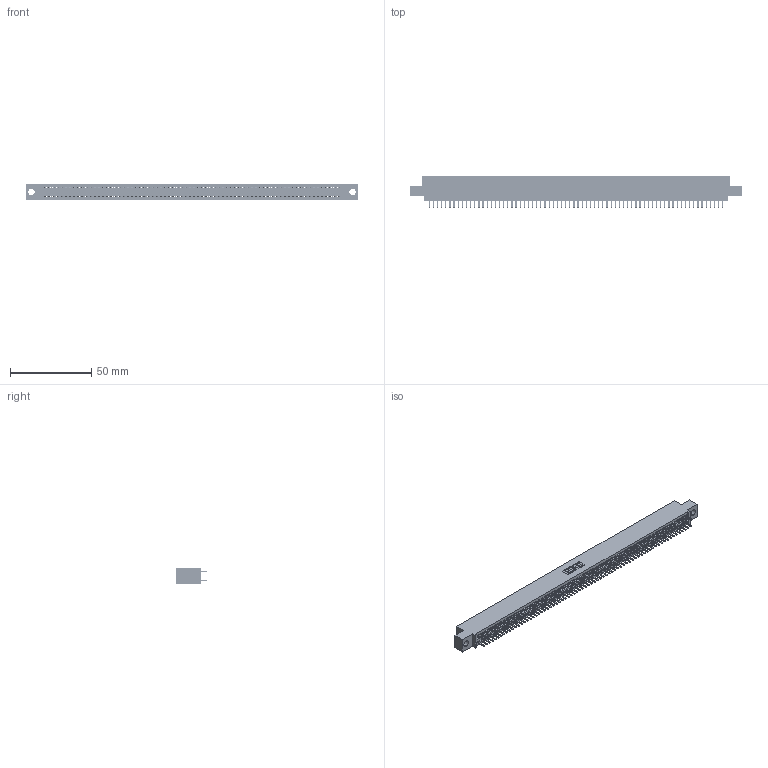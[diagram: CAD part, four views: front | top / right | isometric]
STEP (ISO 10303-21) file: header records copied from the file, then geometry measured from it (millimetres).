
FILE_DESCRIPTION (( 'STEP AP203' ), '1' );
FILE_NAME ('345-144-520-504.STEP', '2021-05-26T02:36:23', ( '' ), ( '' ), 'SwSTEP 2.0', 'SolidWorks 2020', '' );
FILE_SCHEMA (( 'CONFIG_CONTROL_DESIGN' ));
Length unit declared in the file: inch
Products named in the file (3): 345 Part_0.110 Offset - 0.156 Dia-TI; 345-292-001_345-293-120; 345-144-520-504
Assembly tree (145 placements, depth 2):
  345-144-520-504
    345 Part_0.110 Offset - 0.156 Dia-TI
    345-292-001_345-293-120  x144
Bounding box: 204.09 x 19.68 x 9.4 mm (x, y, z)
Volume: 19861.3 mm3; surface area: 29749.1 mm2
Topology: 145 solids, 145 shells, 7920 faces, 22997 edges, 14946 vertices
Faces by surface type: plane 5138, cylinder 2782
Entity records: 53119 total; most frequent: CARTESIAN_POINT 8894, ORIENTED_EDGE 8814, DIRECTION 7791, EDGE_CURVE 4407, VECTOR 3983, LINE 3983, VERTEX_POINT 2934, AXIS2_PLACEMENT_3D 1904
